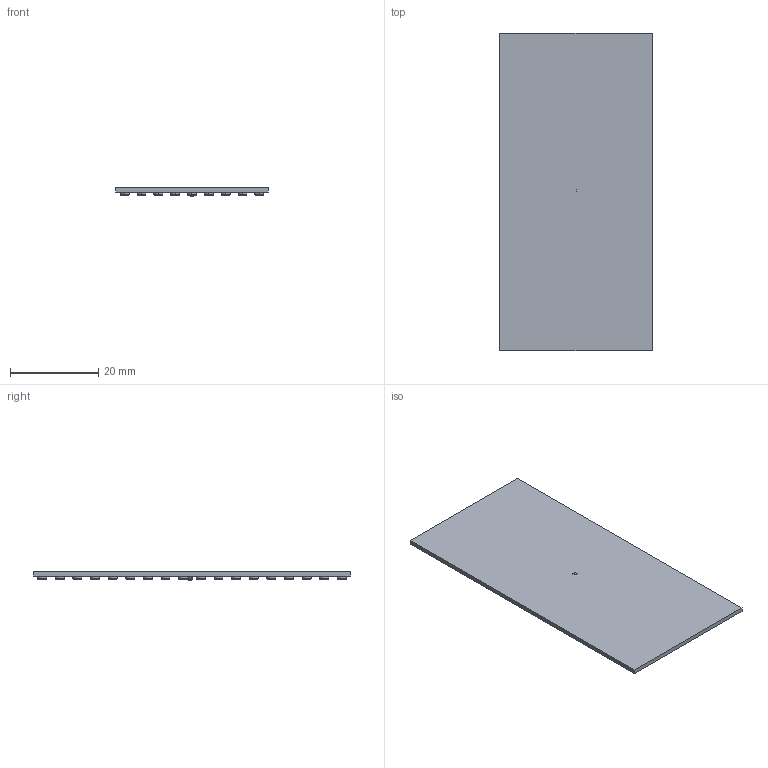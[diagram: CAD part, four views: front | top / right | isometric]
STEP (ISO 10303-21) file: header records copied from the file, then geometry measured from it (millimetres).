
FILE_DESCRIPTION(('TFLEX Exchange Step'),'2;1');
FILE_NAME(' низ уклон.stp', '2022-03-31T12:13:58+03:00',('ilya'),('Unknown organisation'),'TFLEX Exchange 2022.0','T-FLEX CAD','Unknown authorisation');
FILE_SCHEMA( ('AUTOMOTIVE_DESIGN { 1 0 10303 214 1 1 1 1 }') );
Length unit declared in the file: millimetre
Products named in the file (2): норм заклепка; Декор низ уклон
Assembly tree (50 placements, depth 2):
  Декор низ уклон
    норм заклепка  x50
Bounding box: 34.53 x 72 x 2 mm (x, y, z)
Volume: 2596.9 mm3; surface area: 5701.9 mm2
Topology: 52 solids, 52 shells, 414 faces, 828 edges, 518 vertices
Faces by surface type: torus 204, plane 108, cylinder 102
Entity records: 1149 total; most frequent: DIRECTION 172, CARTESIAN_POINT 111, PRODUCT_DEFINITION_SHAPE 101, AXIS2_PLACEMENT_3D 79, ORIENTED_EDGE 56, PRODUCT 51, PRODUCT_RELATED_PRODUCT_CATEGORY 51, PRODUCT_DEFINITION_FORMATION_WITH_SPECIFIED_SOURCE 51
